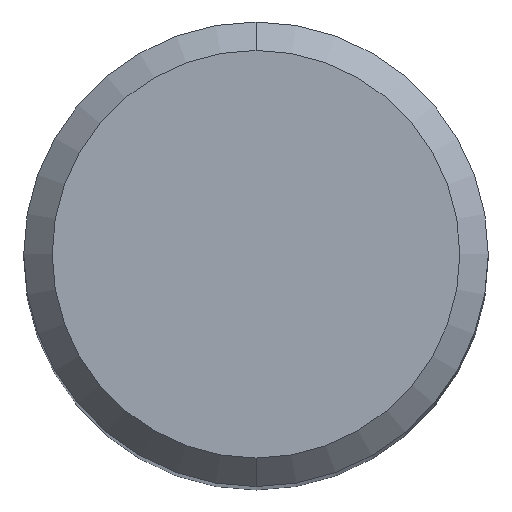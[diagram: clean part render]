
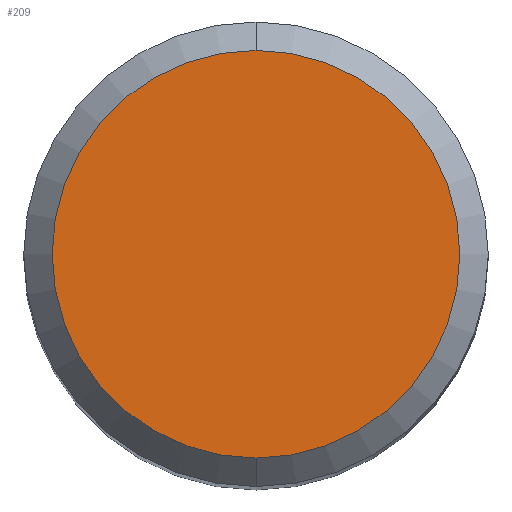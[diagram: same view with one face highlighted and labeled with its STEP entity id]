
A CAD part, top view. The second image highlights one B-rep face of the part: STEP entity #209.
In plain terms, the highlighted planar face has unit normal (0, 0, 1).
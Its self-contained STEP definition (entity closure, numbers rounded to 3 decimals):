
#201=EDGE_CURVE('',#295,#321,#442,.T.);
#209=ADVANCED_FACE('',(#450),#451,.T.);
#215=EDGE_CURVE('',#321,#295,#457,.T.);
#295=VERTEX_POINT('',#548);
#321=VERTEX_POINT('',#578);
#442=CIRCLE('',#710,2.15);
#450=FACE_OUTER_BOUND('',#719,.T.);
#451=PLANE('',#720);
#457=CIRCLE('',#729,2.15);
#548=CARTESIAN_POINT('',(0.0,2.15,0.0));
#578=CARTESIAN_POINT('',(0.,-2.15,0.0));
#710=AXIS2_PLACEMENT_3D('',#1035,#1036,#1037);
#719=EDGE_LOOP('',(#1042,#1043));
#720=AXIS2_PLACEMENT_3D('',#1044,#1045,#1046);
#729=AXIS2_PLACEMENT_3D('',#1053,#1054,#1055);
#1035=CARTESIAN_POINT('',(0.0,0.0,0.0));
#1036=DIRECTION('',(0.0,0.0,-1.0));
#1037=DIRECTION('',(0.0,1.0,0.0));
#1042=ORIENTED_EDGE('',*,*,#201,.F.);
#1043=ORIENTED_EDGE('',*,*,#215,.F.);
#1044=CARTESIAN_POINT('',(0.0,1.075,0.0));
#1045=DIRECTION('',(-0.0,0.0,1.0));
#1046=DIRECTION('',(0.0,-1.0,0.0));
#1053=CARTESIAN_POINT('',(0.0,0.0,0.0));
#1054=DIRECTION('',(0.0,0.0,-1.0));
#1055=DIRECTION('',(0.0,1.0,0.0));
